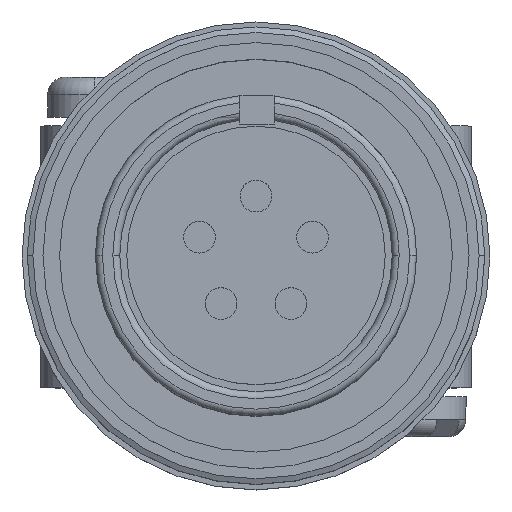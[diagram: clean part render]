
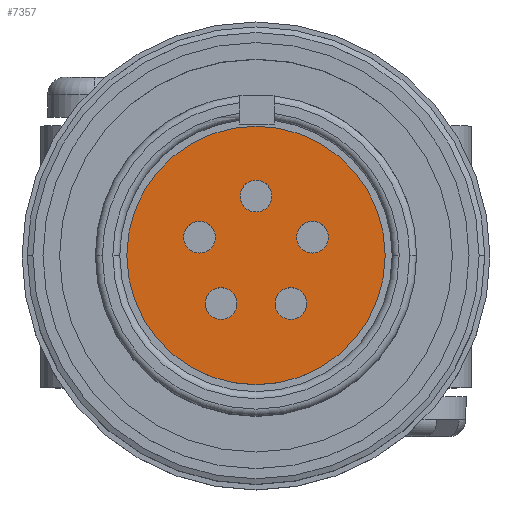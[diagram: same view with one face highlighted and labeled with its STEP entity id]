
A CAD part, top view. The second image highlights one B-rep face of the part: STEP entity #7357.
In plain terms, the highlighted planar face has unit normal (0, 0, 1).
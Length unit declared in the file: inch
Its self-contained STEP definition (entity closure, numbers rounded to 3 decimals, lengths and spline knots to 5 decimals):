
#8 = CIRCLE ( 'NONE', #2628, 0.04558 ) ;
#75 = CIRCLE ( 'NONE', #2616, 0.37 ) ;
#85 = CIRCLE ( 'NONE', #2617, 0.04558 ) ;
#636 = CARTESIAN_POINT ( 'NONE',  ( -0.05443, -0.13765, 4.41815 ) ) ;
#915 = CARTESIAN_POINT ( 'NONE',  ( 0., 0., 4.41815 ) ) ;
#916 = DIRECTION ( 'NONE',  ( 0., 0., -1. ) ) ;
#917 = DIRECTION ( 'NONE',  ( -1., 0., 0. ) ) ;
#918 = CARTESIAN_POINT ( 'NONE',  ( -0.16182, 0.05258, 4.41815 ) ) ;
#919 = DIRECTION ( 'NONE',  ( 0., 0., 1. ) ) ;
#920 = DIRECTION ( 'NONE',  ( 1., 0., 0. ) ) ;
#922 = CARTESIAN_POINT ( 'NONE',  ( -0.10001, -0.13765, 4.41815 ) ) ;
#923 = DIRECTION ( 'NONE',  ( 0., 0., 1. ) ) ;
#924 = DIRECTION ( 'NONE',  ( 1., 0., 0. ) ) ;
#925 = CARTESIAN_POINT ( 'NONE',  ( 0.10001, -0.13765, 4.41815 ) ) ;
#926 = DIRECTION ( 'NONE',  ( 0., 0., 1. ) ) ;
#927 = DIRECTION ( 'NONE',  ( 1., 0., 0. ) ) ;
#928 = CARTESIAN_POINT ( 'NONE',  ( 0., 0.17014, 4.41815 ) ) ;
#929 = DIRECTION ( 'NONE',  ( 0., 0., 1. ) ) ;
#930 = DIRECTION ( 'NONE',  ( 1., 0., 0. ) ) ;
#933 = CARTESIAN_POINT ( 'NONE',  ( 0.16182, 0.05258, 4.41815 ) ) ;
#934 = DIRECTION ( 'NONE',  ( 0., 0., 1. ) ) ;
#935 = DIRECTION ( 'NONE',  ( 1., 0., 0. ) ) ;
#1495 = CARTESIAN_POINT ( 'NONE',  ( 0., 0., 4.41815 ) ) ;
#1496 = DIRECTION ( 'NONE',  ( 0., 0., -1. ) ) ;
#1497 = DIRECTION ( 'NONE',  ( -1., 0., 0. ) ) ;
#1500 = CARTESIAN_POINT ( 'NONE',  ( 0.16182, 0.05258, 4.41815 ) ) ;
#1501 = DIRECTION ( 'NONE',  ( 0., 0., 1. ) ) ;
#1502 = DIRECTION ( 'NONE',  ( 1., 0., 0. ) ) ;
#1564 = CARTESIAN_POINT ( 'NONE',  ( 0.10001, -0.13765, 4.41815 ) ) ;
#1565 = DIRECTION ( 'NONE',  ( 0., 0., 1. ) ) ;
#1566 = DIRECTION ( 'NONE',  ( 1., 0., 0. ) ) ;
#1734 = CIRCLE ( 'NONE', #2515, 0.04558 ) ;
#1784 = CIRCLE ( 'NONE', #2495, 0.04558 ) ;
#2193 = CIRCLE ( 'NONE', #2392, 0.04558 ) ;
#2195 = CIRCLE ( 'NONE', #2391, 0.04558 ) ;
#2196 = CIRCLE ( 'NONE', #2393, 0.04558 ) ;
#2225 = CIRCLE ( 'NONE', #2388, 0.37 ) ;
#2226 = CIRCLE ( 'NONE', #2390, 0.04558 ) ;
#2228 = CIRCLE ( 'NONE', #2389, 0.04558 ) ;
#2388 = AXIS2_PLACEMENT_3D ( 'NONE', #915, #916, #917 ) ;
#2389 = AXIS2_PLACEMENT_3D ( 'NONE', #918, #919, #920 ) ;
#2390 = AXIS2_PLACEMENT_3D ( 'NONE', #922, #923, #924 ) ;
#2391 = AXIS2_PLACEMENT_3D ( 'NONE', #925, #926, #927 ) ;
#2392 = AXIS2_PLACEMENT_3D ( 'NONE', #928, #929, #930 ) ;
#2393 = AXIS2_PLACEMENT_3D ( 'NONE', #933, #934, #935 ) ;
#2495 = AXIS2_PLACEMENT_3D ( 'NONE', #7133, #7134, #7135 ) ;
#2515 = AXIS2_PLACEMENT_3D ( 'NONE', #4927, #4928, #4929 ) ;
#2616 = AXIS2_PLACEMENT_3D ( 'NONE', #1495, #1496, #1497 ) ;
#2617 = AXIS2_PLACEMENT_3D ( 'NONE', #1500, #1501, #1502 ) ;
#2628 = AXIS2_PLACEMENT_3D ( 'NONE', #1564, #1565, #1566 ) ;
#3692 = FACE_OUTER_BOUND ( 'NONE', #7708, .T. ) ;
#3693 = FACE_BOUND ( 'NONE', #7702, .T. ) ;
#3694 = FACE_BOUND ( 'NONE', #7722, .T. ) ;
#3695 = FACE_BOUND ( 'NONE', #5484, .T. ) ;
#3696 = FACE_BOUND ( 'NONE', #5479, .T. ) ;
#3698 = FACE_BOUND ( 'NONE', #7688, .T. ) ;
#3943 = CIRCLE ( 'NONE', #5930, 0.04558 ) ;
#4338 = VERTEX_POINT ( 'NONE', #8282 ) ;
#4348 = VERTEX_POINT ( 'NONE', #8581 ) ;
#4349 = VERTEX_POINT ( 'NONE', #8577 ) ;
#4350 = VERTEX_POINT ( 'NONE', #8569 ) ;
#4353 = VERTEX_POINT ( 'NONE', #8562 ) ;
#4356 = VERTEX_POINT ( 'NONE', #8551 ) ;
#4357 = VERTEX_POINT ( 'NONE', #8546 ) ;
#4358 = VERTEX_POINT ( 'NONE', #8545 ) ;
#4359 = VERTEX_POINT ( 'NONE', #8544 ) ;
#4360 = VERTEX_POINT ( 'NONE', #8533 ) ;
#4361 = VERTEX_POINT ( 'NONE', #8507 ) ;
#4382 = VERTEX_POINT ( 'NONE', #636 ) ;
#4773 = DIRECTION ( 'NONE',  ( 1., 0., 0. ) ) ;
#4774 = DIRECTION ( 'NONE',  ( 0., 0., 1. ) ) ;
#4775 = CARTESIAN_POINT ( 'NONE',  ( 0., 0.17014, 4.41815 ) ) ;
#4927 = CARTESIAN_POINT ( 'NONE',  ( -0.10001, -0.13765, 4.41815 ) ) ;
#4928 = DIRECTION ( 'NONE',  ( 0., 0., 1. ) ) ;
#4929 = DIRECTION ( 'NONE',  ( 1., 0., 0. ) ) ;
#5479 = EDGE_LOOP ( 'NONE', ( #6766, #6765 ) ) ;
#5484 = EDGE_LOOP ( 'NONE', ( #6762, #6761 ) ) ;
#5777 = EDGE_CURVE ( 'NONE', #4356, #4357, #3943, .T. ) ;
#5930 = AXIS2_PLACEMENT_3D ( 'NONE', #4775, #4774, #4773 ) ;
#6083 = AXIS2_PLACEMENT_3D ( 'NONE', #8843, #8835, #8845 ) ;
#6755 = ORIENTED_EDGE ( 'NONE', *, *, #7624, .F. ) ;
#6756 = ORIENTED_EDGE ( 'NONE', *, *, #10399, .F. ) ;
#6757 = ORIENTED_EDGE ( 'NONE', *, *, #10400, .F. ) ;
#6758 = ORIENTED_EDGE ( 'NONE', *, *, #7629, .F. ) ;
#6759 = ORIENTED_EDGE ( 'NONE', *, *, #5777, .F. ) ;
#6760 = ORIENTED_EDGE ( 'NONE', *, *, #7628, .F. ) ;
#6761 = ORIENTED_EDGE ( 'NONE', *, *, #10427, .F. ) ;
#6762 = ORIENTED_EDGE ( 'NONE', *, *, #7627, .F. ) ;
#6763 = ORIENTED_EDGE ( 'NONE', *, *, #10141, .F. ) ;
#6764 = ORIENTED_EDGE ( 'NONE', *, *, #7626, .F. ) ;
#6765 = ORIENTED_EDGE ( 'NONE', *, *, #10106, .F. ) ;
#6766 = ORIENTED_EDGE ( 'NONE', *, *, #7625, .F. ) ;
#7133 = CARTESIAN_POINT ( 'NONE',  ( -0.16182, 0.05258, 4.41815 ) ) ;
#7134 = DIRECTION ( 'NONE',  ( 0., 0., 1. ) ) ;
#7135 = DIRECTION ( 'NONE',  ( 1., 0., 0. ) ) ;
#7357 = ADVANCED_FACE ( 'NONE', ( #3696, #3693, #3695, #3694, #3698, #3692 ), #8842, .T. ) ;
#7624 = EDGE_CURVE ( 'NONE', #4359, #4358, #2225, .T. ) ;
#7625 = EDGE_CURVE ( 'NONE', #4350, #4348, #2228, .T. ) ;
#7626 = EDGE_CURVE ( 'NONE', #4382, #4338, #2226, .T. ) ;
#7627 = EDGE_CURVE ( 'NONE', #4353, #4349, #2195, .T. ) ;
#7628 = EDGE_CURVE ( 'NONE', #4357, #4356, #2193, .T. ) ;
#7629 = EDGE_CURVE ( 'NONE', #4361, #4360, #2196, .T. ) ;
#7688 = EDGE_LOOP ( 'NONE', ( #6758, #6757 ) ) ;
#7702 = EDGE_LOOP ( 'NONE', ( #6764, #6763 ) ) ;
#7708 = EDGE_LOOP ( 'NONE', ( #6756, #6755 ) ) ;
#7722 = EDGE_LOOP ( 'NONE', ( #6760, #6759 ) ) ;
#8282 = CARTESIAN_POINT ( 'NONE',  ( -0.14559, -0.13765, 4.41815 ) ) ;
#8507 = CARTESIAN_POINT ( 'NONE',  ( 0.2074, 0.05258, 4.41815 ) ) ;
#8533 = CARTESIAN_POINT ( 'NONE',  ( 0.11623, 0.05258, 4.41815 ) ) ;
#8544 = CARTESIAN_POINT ( 'NONE',  ( 0.37, 0., 4.41815 ) ) ;
#8545 = CARTESIAN_POINT ( 'NONE',  ( -0.37, 0., 4.41815 ) ) ;
#8546 = CARTESIAN_POINT ( 'NONE',  ( 0.04558, 0.17014, 4.41815 ) ) ;
#8551 = CARTESIAN_POINT ( 'NONE',  ( -0.04558, 0.17014, 4.41815 ) ) ;
#8562 = CARTESIAN_POINT ( 'NONE',  ( 0.14559, -0.13765, 4.41815 ) ) ;
#8569 = CARTESIAN_POINT ( 'NONE',  ( -0.11623, 0.05258, 4.41815 ) ) ;
#8577 = CARTESIAN_POINT ( 'NONE',  ( 0.05443, -0.13765, 4.41815 ) ) ;
#8581 = CARTESIAN_POINT ( 'NONE',  ( -0.2074, 0.05258, 4.41815 ) ) ;
#8835 = DIRECTION ( 'NONE',  ( 0., 0., 1. ) ) ;
#8842 = PLANE ( 'NONE',  #6083 ) ;
#8843 = CARTESIAN_POINT ( 'NONE',  ( -0.37, 0., 4.41815 ) ) ;
#8845 = DIRECTION ( 'NONE',  ( 1., 0., 0. ) ) ;
#10106 = EDGE_CURVE ( 'NONE', #4348, #4350, #1784, .T. ) ;
#10141 = EDGE_CURVE ( 'NONE', #4338, #4382, #1734, .T. ) ;
#10399 = EDGE_CURVE ( 'NONE', #4358, #4359, #75, .T. ) ;
#10400 = EDGE_CURVE ( 'NONE', #4360, #4361, #85, .T. ) ;
#10427 = EDGE_CURVE ( 'NONE', #4349, #4353, #8, .T. ) ;
